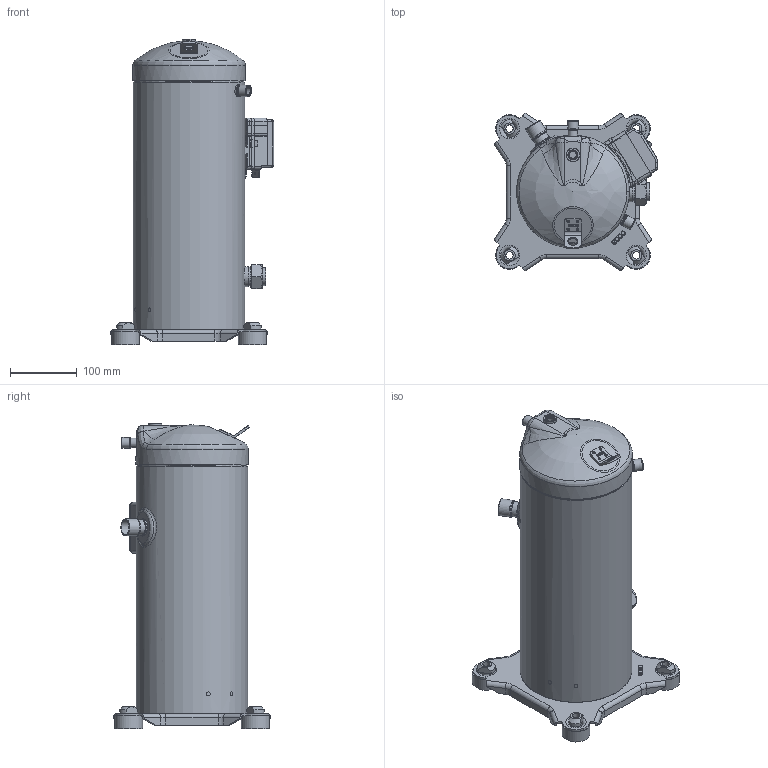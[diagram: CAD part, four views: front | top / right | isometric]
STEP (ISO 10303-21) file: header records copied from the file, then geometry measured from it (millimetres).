
FILE_DESCRIPTION(('TFLEX Exchange Step'),'2;1');
FILE_NAME('163 впрыск пара.stp', '2024-02-25T15:20:39+03:00',('RUCO3217'),('Unknown organisation'),'TFLEX Exchange 2024.0','T-FLEX CAD','Unknown authorisation');
FILE_SCHEMA( ('AP242_MANAGED_MODEL_BASED_3D_ENGINEERING_MIM_LF {1 0 10303 442 1 1 4 }') );
Length unit declared in the file: millimetre
Products named in the file (3): гильза; Тело_14 - 031-0004-00; 163_
Assembly tree (2 placements, depth 2):
  163_
    гильза
    Тело_14 - 031-0004-00
Bounding box: 246.18 x 236.96 x 458.2 mm (x, y, z)
Volume: 1164647.5 mm3; surface area: 815594.1 mm2
Topology: 33 solids, 47 shells, 2926 faces, 8187 edges, 5506 vertices
Faces by surface type: plane 1947, cylinder 519, bspline 181, torus 133, cone 75, extrusion 37, sphere 34
Full cylindrical faces by diameter (mm): 0.2 x4, 0.46 x6, 2.1 x1, 2.975 x1, 3 x2, 3.18 x6, 3.2 x2, 3.5 x1, 3.731 x1, 4.2 x3, 4.5 x2, 5 x2, 5.5 x1, 6 x4, 7.5 x1, 8 x6, 8.8 x1, 9.2 x3, 9.5 x1, 10.4 x1, 10.88 x1, 11 x4, 11.1 x1, 11.2 x1, 11.3 x1, 12 x1, 12.5 x3, 12.6 x1, 12.85 x1, 13 x2
Entity records: 119865 total; most frequent: CARTESIAN_POINT 43760, ORIENTED_EDGE 16311, DIRECTION 14765, EDGE_CURVE 8169, VECTOR 5677, LINE 5640, VERTEX_POINT 5506, AXIS2_PLACEMENT_3D 4544
